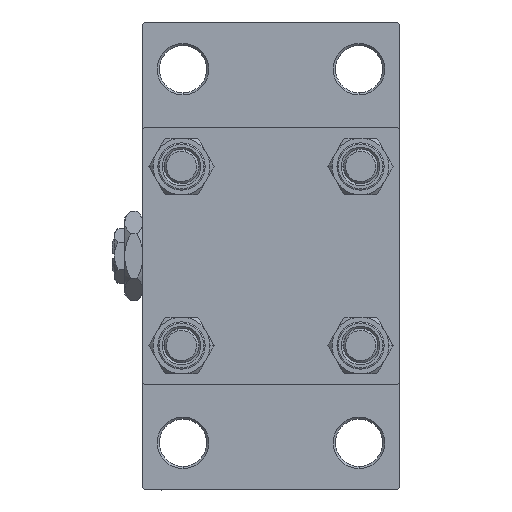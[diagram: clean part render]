
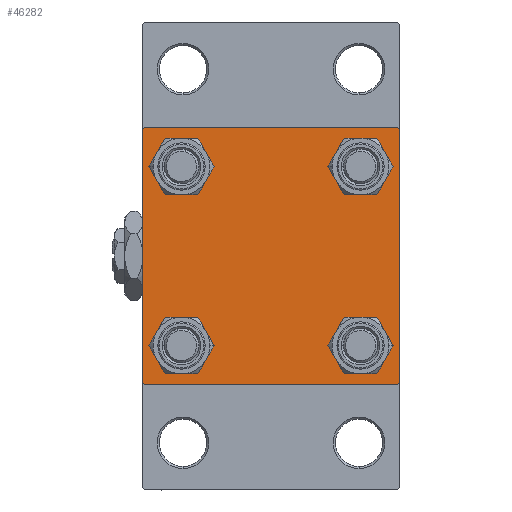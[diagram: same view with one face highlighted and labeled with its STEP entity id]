
A CAD part, left-side view. The second image highlights one B-rep face of the part: STEP entity #46282.
In plain terms, the highlighted planar face has unit normal (-1, 0, 0).
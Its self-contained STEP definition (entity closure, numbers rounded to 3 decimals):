
#303 = EDGE_CURVE ( 'NONE', #34157, #25904, #11101, .T. ) ;
#777 = LINE ( 'NONE', #38907, #27121 ) ;
#1631 = LINE ( 'NONE', #32040, #14806 ) ;
#1635 = CIRCLE ( 'NONE', #33538, 4.5 ) ;
#1816 = CARTESIAN_POINT ( 'NONE',  ( 0., 29.75, -29.75 ) ) ;
#2300 = EDGE_LOOP ( 'NONE', ( #4343, #12610 ) ) ;
#2593 = VERTEX_POINT ( 'NONE', #3969 ) ;
#2779 = FACE_OUTER_BOUND ( 'NONE', #14380, .T. ) ;
#3119 = VERTEX_POINT ( 'NONE', #25312 ) ;
#3422 = EDGE_CURVE ( 'NONE', #27675, #3119, #777, .T. ) ;
#3505 = LINE ( 'NONE', #29461, #13692 ) ;
#3969 = CARTESIAN_POINT ( 'NONE',  ( 0., 20.85, -16.35 ) ) ;
#4087 = VERTEX_POINT ( 'NONE', #27271 ) ;
#4223 = DIRECTION ( 'NONE',  ( 0., 0., 1. ) ) ;
#4343 = ORIENTED_EDGE ( 'NONE', *, *, #37230, .T. ) ;
#5215 = LINE ( 'NONE', #20424, #30061 ) ;
#5229 = AXIS2_PLACEMENT_3D ( 'NONE', #26116, #33834, #10890 ) ;
#5348 = DIRECTION ( 'NONE',  ( 1., 0., 0. ) ) ;
#6022 = CARTESIAN_POINT ( 'NONE',  ( 0., 30., -29.5 ) ) ;
#6158 = ORIENTED_EDGE ( 'NONE', *, *, #22837, .T. ) ;
#6462 = ORIENTED_EDGE ( 'NONE', *, *, #46567, .F. ) ;
#6815 = DIRECTION ( 'NONE',  ( 0., 0., -1. ) ) ;
#7141 = EDGE_CURVE ( 'NONE', #45597, #4087, #13738, .T. ) ;
#7186 = EDGE_CURVE ( 'NONE', #27675, #15814, #3505, .T. ) ;
#7263 = DIRECTION ( 'NONE',  ( 0., 0., 1. ) ) ;
#7367 = CARTESIAN_POINT ( 'NONE',  ( 0., 30., 29.5 ) ) ;
#7499 = CARTESIAN_POINT ( 'NONE',  ( 0., 0., 0. ) ) ;
#7665 = AXIS2_PLACEMENT_3D ( 'NONE', #33468, #48680, #44919 ) ;
#8131 = VECTOR ( 'NONE', #35694, 1000. ) ;
#8148 = ORIENTED_EDGE ( 'NONE', *, *, #7141, .T. ) ;
#8409 = CARTESIAN_POINT ( 'NONE',  ( 0., -29.5, 30. ) ) ;
#9275 = LINE ( 'NONE', #1816, #14026 ) ;
#10295 = LINE ( 'NONE', #13793, #27277 ) ;
#10890 = DIRECTION ( 'NONE',  ( 0., 0., 1. ) ) ;
#11101 = CIRCLE ( 'NONE', #44516, 4.5 ) ;
#11498 = ORIENTED_EDGE ( 'NONE', *, *, #24335, .T. ) ;
#11620 = EDGE_CURVE ( 'NONE', #27968, #41478, #10295, .T. ) ;
#12610 = ORIENTED_EDGE ( 'NONE', *, *, #23150, .T. ) ;
#12916 = CARTESIAN_POINT ( 'NONE',  ( 0., -30., 29.5 ) ) ;
#13080 = DIRECTION ( 'NONE',  ( 0., -0.707, 0.707 ) ) ;
#13379 = ORIENTED_EDGE ( 'NONE', *, *, #22941, .T. ) ;
#13689 = LINE ( 'NONE', #38046, #33257 ) ;
#13692 = VECTOR ( 'NONE', #37659, 1000. ) ;
#13738 = LINE ( 'NONE', #28964, #8131 ) ;
#13793 = CARTESIAN_POINT ( 'NONE',  ( 0., 30., 30. ) ) ;
#14026 = VECTOR ( 'NONE', #36464, 1000. ) ;
#14203 = DIRECTION ( 'NONE',  ( 0., 0., 1. ) ) ;
#14380 = EDGE_LOOP ( 'NONE', ( #17999, #6158, #8148, #24437, #23020, #17010, #6462, #38854 ) ) ;
#14806 = VECTOR ( 'NONE', #13080, 1000. ) ;
#14853 = AXIS2_PLACEMENT_3D ( 'NONE', #17271, #43956, #25011 ) ;
#15351 = VERTEX_POINT ( 'NONE', #42935 ) ;
#15802 = DIRECTION ( 'NONE',  ( 1., 0., 0. ) ) ;
#15814 = VERTEX_POINT ( 'NONE', #8409 ) ;
#16517 = CARTESIAN_POINT ( 'NONE',  ( 0., 20.85, 25.35 ) ) ;
#16851 = EDGE_CURVE ( 'NONE', #17704, #29419, #48963, .T. ) ;
#17010 = ORIENTED_EDGE ( 'NONE', *, *, #7186, .T. ) ;
#17271 = CARTESIAN_POINT ( 'NONE',  ( 0., 20.85, -20.85 ) ) ;
#17704 = VERTEX_POINT ( 'NONE', #42580 ) ;
#17978 = FACE_BOUND ( 'NONE', #42820, .T. ) ;
#17999 = ORIENTED_EDGE ( 'NONE', *, *, #11620, .T. ) ;
#18476 = FACE_BOUND ( 'NONE', #44423, .T. ) ;
#18651 = ORIENTED_EDGE ( 'NONE', *, *, #40100, .T. ) ;
#18714 = DIRECTION ( 'NONE',  ( -1., 0., 0. ) ) ;
#20138 = ORIENTED_EDGE ( 'NONE', *, *, #30060, .T. ) ;
#20424 = CARTESIAN_POINT ( 'NONE',  ( 0., 30., 30. ) ) ;
#21754 = CARTESIAN_POINT ( 'NONE',  ( 0., 29.5, 30. ) ) ;
#21972 = CIRCLE ( 'NONE', #5229, 4.5 ) ;
#22074 = AXIS2_PLACEMENT_3D ( 'NONE', #7499, #18714, #7263 ) ;
#22467 = PLANE ( 'NONE',  #22074 ) ;
#22837 = EDGE_CURVE ( 'NONE', #41478, #45597, #9275, .T. ) ;
#22941 = EDGE_CURVE ( 'NONE', #15351, #2593, #29959, .T. ) ;
#23020 = ORIENTED_EDGE ( 'NONE', *, *, #3422, .F. ) ;
#23030 = CIRCLE ( 'NONE', #42902, 4.5 ) ;
#23150 = EDGE_CURVE ( 'NONE', #37746, #42452, #21972, .T. ) ;
#23377 = EDGE_CURVE ( 'NONE', #4087, #3119, #1631, .T. ) ;
#24335 = EDGE_CURVE ( 'NONE', #2593, #15351, #47479, .T. ) ;
#24437 = ORIENTED_EDGE ( 'NONE', *, *, #23377, .T. ) ;
#25011 = DIRECTION ( 'NONE',  ( 0., 0., 1. ) ) ;
#25312 = CARTESIAN_POINT ( 'NONE',  ( 0., -30., -29.5 ) ) ;
#25683 = CARTESIAN_POINT ( 'NONE',  ( 0., -20.85, 20.85 ) ) ;
#25904 = VERTEX_POINT ( 'NONE', #27174 ) ;
#26094 = DIRECTION ( 'NONE',  ( 0., 0.707, -0.707 ) ) ;
#26116 = CARTESIAN_POINT ( 'NONE',  ( 0., 20.85, 20.85 ) ) ;
#27121 = VECTOR ( 'NONE', #27449, 1000. ) ;
#27174 = CARTESIAN_POINT ( 'NONE',  ( 0., -20.85, 25.35 ) ) ;
#27271 = CARTESIAN_POINT ( 'NONE',  ( 0., -29.5, -30. ) ) ;
#27277 = VECTOR ( 'NONE', #6815, 1000. ) ;
#27449 = DIRECTION ( 'NONE',  ( 0., 0., -1. ) ) ;
#27675 = VERTEX_POINT ( 'NONE', #12916 ) ;
#27968 = VERTEX_POINT ( 'NONE', #7367 ) ;
#28473 = CARTESIAN_POINT ( 'NONE',  ( 0., -20.85, -25.35 ) ) ;
#28964 = CARTESIAN_POINT ( 'NONE',  ( 0., 30., -30. ) ) ;
#29206 = CARTESIAN_POINT ( 'NONE',  ( 0., 29.5, -30. ) ) ;
#29419 = VERTEX_POINT ( 'NONE', #28473 ) ;
#29461 = CARTESIAN_POINT ( 'NONE',  ( 0., -29.75, 29.75 ) ) ;
#29959 = CIRCLE ( 'NONE', #7665, 4.5 ) ;
#30060 = EDGE_CURVE ( 'NONE', #29419, #17704, #23030, .T. ) ;
#30061 = VECTOR ( 'NONE', #35642, 1000. ) ;
#31017 = DIRECTION ( 'NONE',  ( 0., 0., 1. ) ) ;
#31708 = CARTESIAN_POINT ( 'NONE',  ( 0., 20.85, 16.35 ) ) ;
#32040 = CARTESIAN_POINT ( 'NONE',  ( 0., -29.75, -29.75 ) ) ;
#32281 = AXIS2_PLACEMENT_3D ( 'NONE', #34764, #15802, #31017 ) ;
#33257 = VECTOR ( 'NONE', #26094, 1000. ) ;
#33468 = CARTESIAN_POINT ( 'NONE',  ( 0., 20.85, -20.85 ) ) ;
#33538 = AXIS2_PLACEMENT_3D ( 'NONE', #47970, #5348, #39501 ) ;
#33834 = DIRECTION ( 'NONE',  ( 1., 0., 0. ) ) ;
#34151 = ORIENTED_EDGE ( 'NONE', *, *, #303, .T. ) ;
#34157 = VERTEX_POINT ( 'NONE', #46697 ) ;
#34764 = CARTESIAN_POINT ( 'NONE',  ( 0., -20.85, 20.85 ) ) ;
#35642 = DIRECTION ( 'NONE',  ( 0., -1., 0. ) ) ;
#35694 = DIRECTION ( 'NONE',  ( 0., -1., 0. ) ) ;
#36464 = DIRECTION ( 'NONE',  ( 0., -0.707, -0.707 ) ) ;
#37058 = CIRCLE ( 'NONE', #32281, 4.5 ) ;
#37146 = DIRECTION ( 'NONE',  ( 1., 0., 0. ) ) ;
#37230 = EDGE_CURVE ( 'NONE', #42452, #37746, #1635, .T. ) ;
#37659 = DIRECTION ( 'NONE',  ( 0., 0.707, 0.707 ) ) ;
#37746 = VERTEX_POINT ( 'NONE', #31708 ) ;
#38046 = CARTESIAN_POINT ( 'NONE',  ( 0., 29.75, 29.75 ) ) ;
#38384 = DIRECTION ( 'NONE',  ( 1., 0., 0. ) ) ;
#38580 = AXIS2_PLACEMENT_3D ( 'NONE', #42819, #43570, #43314 ) ;
#38854 = ORIENTED_EDGE ( 'NONE', *, *, #47757, .T. ) ;
#38907 = CARTESIAN_POINT ( 'NONE',  ( 0., -30., 30. ) ) ;
#39501 = DIRECTION ( 'NONE',  ( 0., 0., 1. ) ) ;
#40100 = EDGE_CURVE ( 'NONE', #25904, #34157, #37058, .T. ) ;
#41416 = FACE_BOUND ( 'NONE', #42097, .T. ) ;
#41478 = VERTEX_POINT ( 'NONE', #6022 ) ;
#41654 = FACE_BOUND ( 'NONE', #2300, .T. ) ;
#41722 = VERTEX_POINT ( 'NONE', #21754 ) ;
#41759 = ORIENTED_EDGE ( 'NONE', *, *, #16851, .T. ) ;
#42097 = EDGE_LOOP ( 'NONE', ( #41759, #20138 ) ) ;
#42452 = VERTEX_POINT ( 'NONE', #16517 ) ;
#42580 = CARTESIAN_POINT ( 'NONE',  ( 0., -20.85, -16.35 ) ) ;
#42819 = CARTESIAN_POINT ( 'NONE',  ( 0., -20.85, -20.85 ) ) ;
#42820 = EDGE_LOOP ( 'NONE', ( #18651, #34151 ) ) ;
#42902 = AXIS2_PLACEMENT_3D ( 'NONE', #46094, #38384, #4223 ) ;
#42935 = CARTESIAN_POINT ( 'NONE',  ( 0., 20.85, -25.35 ) ) ;
#43314 = DIRECTION ( 'NONE',  ( 0., 0., 1. ) ) ;
#43570 = DIRECTION ( 'NONE',  ( 1., 0., 0. ) ) ;
#43956 = DIRECTION ( 'NONE',  ( 1., 0., 0. ) ) ;
#44423 = EDGE_LOOP ( 'NONE', ( #11498, #13379 ) ) ;
#44516 = AXIS2_PLACEMENT_3D ( 'NONE', #25683, #37146, #14203 ) ;
#44919 = DIRECTION ( 'NONE',  ( 0., 0., 1. ) ) ;
#45597 = VERTEX_POINT ( 'NONE', #29206 ) ;
#46094 = CARTESIAN_POINT ( 'NONE',  ( 0., -20.85, -20.85 ) ) ;
#46282 = ADVANCED_FACE ( 'NONE', ( #17978, #41416, #18476, #41654, #2779 ), #22467, .T. ) ;
#46567 = EDGE_CURVE ( 'NONE', #41722, #15814, #5215, .T. ) ;
#46697 = CARTESIAN_POINT ( 'NONE',  ( 0., -20.85, 16.35 ) ) ;
#47479 = CIRCLE ( 'NONE', #14853, 4.5 ) ;
#47757 = EDGE_CURVE ( 'NONE', #41722, #27968, #13689, .T. ) ;
#47970 = CARTESIAN_POINT ( 'NONE',  ( 0., 20.85, 20.85 ) ) ;
#48680 = DIRECTION ( 'NONE',  ( 1., 0., 0. ) ) ;
#48963 = CIRCLE ( 'NONE', #38580, 4.5 ) ;
